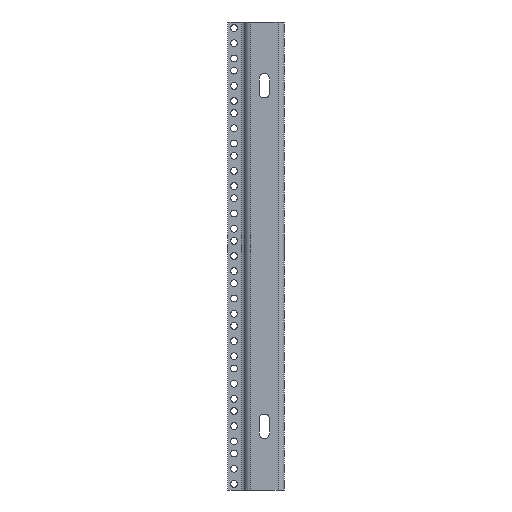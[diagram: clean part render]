
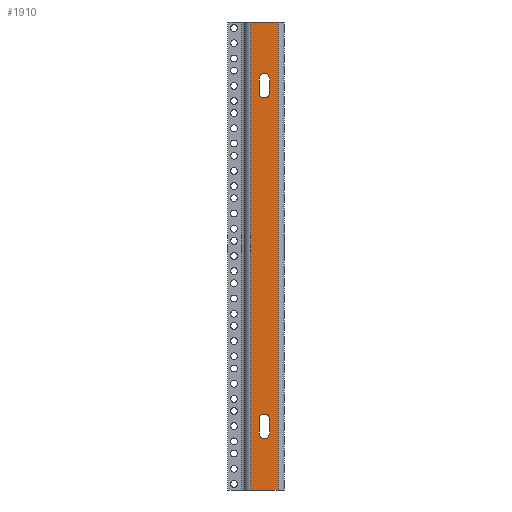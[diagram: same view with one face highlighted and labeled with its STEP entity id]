
A CAD part, left-side view. The second image highlights one B-rep face of the part: STEP entity #1910.
In plain terms, the highlighted planar face has unit normal (-1, 0, 0).
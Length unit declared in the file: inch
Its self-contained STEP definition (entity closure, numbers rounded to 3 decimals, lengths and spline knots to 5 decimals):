
#6 = ORIENTED_EDGE ( 'NONE', *, *, #1642, .T. ) ;
#14 = VECTOR ( 'NONE', #2941, 39.37008 ) ;
#29 = EDGE_CURVE ( 'NONE', #1446, #3105, #3353, .T. ) ;
#128 = AXIS2_PLACEMENT_3D ( 'NONE', #2536, #6225, #1432 ) ;
#140 = CARTESIAN_POINT ( 'NONE',  ( -0.125, 0.9055, -16.625 ) ) ;
#143 = EDGE_CURVE ( 'NONE', #4868, #3483, #5529, .T. ) ;
#239 = ORIENTED_EDGE ( 'NONE', *, *, #29, .F. ) ;
#260 = CARTESIAN_POINT ( 'NONE',  ( -0.125, 0.687, -16.9065 ) ) ;
#264 = ORIENTED_EDGE ( 'NONE', *, *, #3898, .T. ) ;
#325 = CIRCLE ( 'NONE', #5764, 0.2185 ) ;
#359 = ORIENTED_EDGE ( 'NONE', *, *, #445, .F. ) ;
#445 = EDGE_CURVE ( 'NONE', #1188, #3508, #1514, .T. ) ;
#537 = CARTESIAN_POINT ( 'NONE',  ( -0.125, 0.9055, -16.3435 ) ) ;
#706 = EDGE_LOOP ( 'NONE', ( #2996, #264, #1306, #1712 ) ) ;
#762 = EDGE_CURVE ( 'NONE', #4868, #3508, #5215, .T. ) ;
#785 = DIRECTION ( 'NONE',  ( 0., 0., -1. ) ) ;
#815 = CARTESIAN_POINT ( 'NONE',  ( -0.125, 0.4685, -2.625 ) ) ;
#987 = ORIENTED_EDGE ( 'NONE', *, *, #762, .T. ) ;
#1039 = LINE ( 'NONE', #1066, #3412 ) ;
#1066 = CARTESIAN_POINT ( 'NONE',  ( -0.125, 1.9475, -19.25 ) ) ;
#1082 = DIRECTION ( 'NONE',  ( 0., 0., -1. ) ) ;
#1187 = LINE ( 'NONE', #3108, #4351 ) ;
#1188 = VERTEX_POINT ( 'NONE', #1760 ) ;
#1194 = FACE_BOUND ( 'NONE', #2104, .T. ) ;
#1284 = AXIS2_PLACEMENT_3D ( 'NONE', #3740, #4785, #4661 ) ;
#1306 = ORIENTED_EDGE ( 'NONE', *, *, #3953, .F. ) ;
#1340 = CIRCLE ( 'NONE', #128, 0.2185 ) ;
#1432 = DIRECTION ( 'NONE',  ( 0., 0., 1. ) ) ;
#1446 = VERTEX_POINT ( 'NONE', #2447 ) ;
#1466 = DIRECTION ( 'NONE',  ( 0., 0., -1. ) ) ;
#1507 = VECTOR ( 'NONE', #5678, 39.37008 ) ;
#1514 = LINE ( 'NONE', #2489, #2595 ) ;
#1535 = VERTEX_POINT ( 'NONE', #3092 ) ;
#1616 = CARTESIAN_POINT ( 'NONE',  ( -0.125, 0.9055, -2.9065 ) ) ;
#1642 = EDGE_CURVE ( 'NONE', #1188, #3483, #1909, .T. ) ;
#1712 = ORIENTED_EDGE ( 'NONE', *, *, #2097, .F. ) ;
#1760 = CARTESIAN_POINT ( 'NONE',  ( -0.125, 0.4685, -16.9065 ) ) ;
#1836 = CARTESIAN_POINT ( 'NONE',  ( -0.125, 0.125, 0. ) ) ;
#1909 = CIRCLE ( 'NONE', #5435, 0.2185 ) ;
#1910 = ADVANCED_FACE ( 'NONE', ( #3996, #1194, #4086 ), #3082, .F. ) ;
#1994 = EDGE_CURVE ( 'NONE', #2135, #5438, #4693, .T. ) ;
#2066 = DIRECTION ( 'NONE',  ( 0., 0., 1. ) ) ;
#2097 = EDGE_CURVE ( 'NONE', #1535, #4514, #1039, .T. ) ;
#2104 = EDGE_LOOP ( 'NONE', ( #6, #4975, #987, #359 ) ) ;
#2135 = VERTEX_POINT ( 'NONE', #4313 ) ;
#2186 = DIRECTION ( 'NONE',  ( 1., 0., 0. ) ) ;
#2405 = AXIS2_PLACEMENT_3D ( 'NONE', #5106, #3654, #785 ) ;
#2407 = LINE ( 'NONE', #4799, #14 ) ;
#2447 = CARTESIAN_POINT ( 'NONE',  ( -0.125, 0.9055, -2.3435 ) ) ;
#2489 = CARTESIAN_POINT ( 'NONE',  ( -0.125, 0.4685, -16.625 ) ) ;
#2536 = CARTESIAN_POINT ( 'NONE',  ( -0.125, 0.687, -2.9065 ) ) ;
#2595 = VECTOR ( 'NONE', #5394, 39.37008 ) ;
#2941 = DIRECTION ( 'NONE',  ( 0., 0., -1. ) ) ;
#2996 = ORIENTED_EDGE ( 'NONE', *, *, #5656, .F. ) ;
#3082 = PLANE ( 'NONE',  #2405 ) ;
#3092 = CARTESIAN_POINT ( 'NONE',  ( -0.125, 0.125, -19.25 ) ) ;
#3105 = VERTEX_POINT ( 'NONE', #1616 ) ;
#3108 = CARTESIAN_POINT ( 'NONE',  ( -0.125, 1.9475, 0. ) ) ;
#3353 = LINE ( 'NONE', #5284, #4703 ) ;
#3412 = VECTOR ( 'NONE', #5420, 39.37008 ) ;
#3483 = VERTEX_POINT ( 'NONE', #4695 ) ;
#3507 = CARTESIAN_POINT ( 'NONE',  ( -0.125, 0.4685, -2.3435 ) ) ;
#3508 = VERTEX_POINT ( 'NONE', #6187 ) ;
#3510 = EDGE_LOOP ( 'NONE', ( #3982, #239, #3659, #5787 ) ) ;
#3532 = VERTEX_POINT ( 'NONE', #5142 ) ;
#3636 = VECTOR ( 'NONE', #6045, 39.37008 ) ;
#3654 = DIRECTION ( 'NONE',  ( 1., 0., 0. ) ) ;
#3659 = ORIENTED_EDGE ( 'NONE', *, *, #5499, .T. ) ;
#3665 = DIRECTION ( 'NONE',  ( 1., 0., 0. ) ) ;
#3694 = CARTESIAN_POINT ( 'NONE',  ( -0.125, 0.687, -2.3435 ) ) ;
#3740 = CARTESIAN_POINT ( 'NONE',  ( -0.125, 0.687, -16.3435 ) ) ;
#3898 = EDGE_CURVE ( 'NONE', #4694, #3532, #1187, .T. ) ;
#3953 = EDGE_CURVE ( 'NONE', #4514, #3532, #4659, .T. ) ;
#3982 = ORIENTED_EDGE ( 'NONE', *, *, #5846, .T. ) ;
#3996 = FACE_BOUND ( 'NONE', #3510, .T. ) ;
#4086 = FACE_OUTER_BOUND ( 'NONE', #706, .T. ) ;
#4313 = CARTESIAN_POINT ( 'NONE',  ( -0.125, 0.4685, -2.9065 ) ) ;
#4351 = VECTOR ( 'NONE', #5037, 39.37008 ) ;
#4514 = VERTEX_POINT ( 'NONE', #4835 ) ;
#4659 = LINE ( 'NONE', #4718, #3636 ) ;
#4661 = DIRECTION ( 'NONE',  ( 0., 0., 1. ) ) ;
#4693 = LINE ( 'NONE', #815, #1507 ) ;
#4694 = VERTEX_POINT ( 'NONE', #1836 ) ;
#4695 = CARTESIAN_POINT ( 'NONE',  ( -0.125, 0.9055, -16.9065 ) ) ;
#4703 = VECTOR ( 'NONE', #1466, 39.37008 ) ;
#4718 = CARTESIAN_POINT ( 'NONE',  ( -0.125, 1.25, 0. ) ) ;
#4785 = DIRECTION ( 'NONE',  ( 1., 0., 0. ) ) ;
#4799 = CARTESIAN_POINT ( 'NONE',  ( -0.125, 0.125, 0. ) ) ;
#4835 = CARTESIAN_POINT ( 'NONE',  ( -0.125, 1.25, -19.25 ) ) ;
#4868 = VERTEX_POINT ( 'NONE', #537 ) ;
#4926 = VECTOR ( 'NONE', #1082, 39.37008 ) ;
#4975 = ORIENTED_EDGE ( 'NONE', *, *, #143, .F. ) ;
#5037 = DIRECTION ( 'NONE',  ( 0., 1., 0. ) ) ;
#5106 = CARTESIAN_POINT ( 'NONE',  ( -0.125, 0.125, 0. ) ) ;
#5142 = CARTESIAN_POINT ( 'NONE',  ( -0.125, 1.25, 0. ) ) ;
#5215 = CIRCLE ( 'NONE', #1284, 0.2185 ) ;
#5284 = CARTESIAN_POINT ( 'NONE',  ( -0.125, 0.9055, -2.625 ) ) ;
#5394 = DIRECTION ( 'NONE',  ( 0., 0., 1. ) ) ;
#5420 = DIRECTION ( 'NONE',  ( 0., 1., 0. ) ) ;
#5435 = AXIS2_PLACEMENT_3D ( 'NONE', #260, #2186, #2066 ) ;
#5438 = VERTEX_POINT ( 'NONE', #3507 ) ;
#5499 = EDGE_CURVE ( 'NONE', #1446, #5438, #325, .T. ) ;
#5529 = LINE ( 'NONE', #140, #4926 ) ;
#5656 = EDGE_CURVE ( 'NONE', #4694, #1535, #2407, .T. ) ;
#5678 = DIRECTION ( 'NONE',  ( 0., 0., 1. ) ) ;
#5764 = AXIS2_PLACEMENT_3D ( 'NONE', #3694, #3665, #6197 ) ;
#5787 = ORIENTED_EDGE ( 'NONE', *, *, #1994, .F. ) ;
#5846 = EDGE_CURVE ( 'NONE', #2135, #3105, #1340, .T. ) ;
#6045 = DIRECTION ( 'NONE',  ( 0., 0., 1. ) ) ;
#6187 = CARTESIAN_POINT ( 'NONE',  ( -0.125, 0.4685, -16.3435 ) ) ;
#6197 = DIRECTION ( 'NONE',  ( 0., 0., 1. ) ) ;
#6225 = DIRECTION ( 'NONE',  ( 1., 0., 0. ) ) ;
